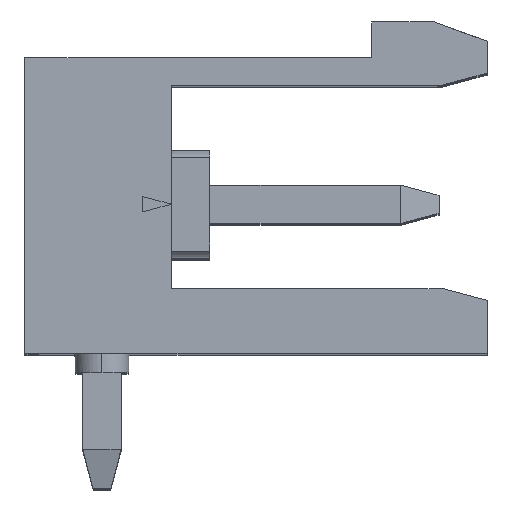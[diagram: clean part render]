
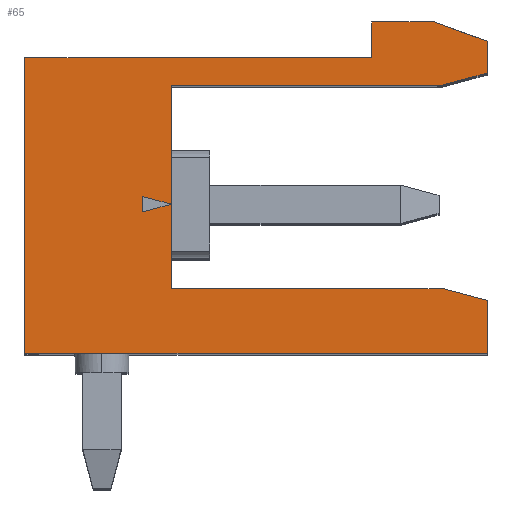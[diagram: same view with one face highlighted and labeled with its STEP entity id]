
A CAD part, top view. The second image highlights one B-rep face of the part: STEP entity #65.
In plain terms, the highlighted planar face has unit normal (0, 0, 1).
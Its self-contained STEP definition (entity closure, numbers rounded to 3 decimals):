
#32 = VECTOR ( 'NONE', #5746, 1000. ) ;
#47 = DIRECTION ( 'NONE',  ( 0., 1., 0. ) ) ;
#65 = ADVANCED_FACE ( 'NONE', ( #12794, #565 ), #10177, .T. ) ;
#102 = LINE ( 'NONE', #4482, #12309 ) ;
#150 = CARTESIAN_POINT ( 'NONE',  ( 36.627, 37.773, 2.54 ) ) ;
#179 = CARTESIAN_POINT ( 'NONE',  ( 39.677, 41.844, 2.54 ) ) ;
#215 = CARTESIAN_POINT ( 'NONE',  ( 36.627, 45.443, 2.54 ) ) ;
#363 = CARTESIAN_POINT ( 'NONE',  ( 38.127, 37.773, 2.54 ) ) ;
#565 = FACE_BOUND ( 'NONE', #13103, .T. ) ;
#783 = DIRECTION ( 'NONE',  ( 1., 0., 0. ) ) ;
#918 = VERTEX_POINT ( 'NONE', #5995 ) ;
#930 = EDGE_CURVE ( 'NONE', #14073, #8576, #3123, .T. ) ;
#933 = DIRECTION ( 'NONE',  ( -0.966, 0.259, 0. ) ) ;
#935 = ORIENTED_EDGE ( 'NONE', *, *, #9172, .F. ) ;
#982 = CARTESIAN_POINT ( 'NONE',  ( 47.464, 44.736, 2.54 ) ) ;
#1030 = EDGE_CURVE ( 'NONE', #3530, #14073, #14398, .T. ) ;
#1087 = ORIENTED_EDGE ( 'NONE', *, *, #7337, .T. ) ;
#1099 = VERTEX_POINT ( 'NONE', #11037 ) ;
#1122 = EDGE_CURVE ( 'NONE', #5581, #2482, #4225, .T. ) ;
#1133 = VECTOR ( 'NONE', #1166, 1000. ) ;
#1166 = DIRECTION ( 'NONE',  ( 0.966, -0.259, 0. ) ) ;
#1745 = VECTOR ( 'NONE', #10515, 1000. ) ;
#2047 = CARTESIAN_POINT ( 'NONE',  ( 39.677, 39.69, 2.54 ) ) ;
#2200 = VECTOR ( 'NONE', #7405, 1000. ) ;
#2418 = DIRECTION ( 'NONE',  ( 0., 1., 0. ) ) ;
#2439 = ORIENTED_EDGE ( 'NONE', *, *, #1030, .F. ) ;
#2482 = VERTEX_POINT ( 'NONE', #11428 ) ;
#2494 = LINE ( 'NONE', #7077, #8742 ) ;
#2751 = VECTOR ( 'NONE', #3677, 1000. ) ;
#2795 = LINE ( 'NONE', #6869, #8678 ) ;
#2818 = LINE ( 'NONE', #7049, #8690 ) ;
#3063 = VERTEX_POINT ( 'NONE', #13987 ) ;
#3123 = LINE ( 'NONE', #8351, #2751 ) ;
#3131 = EDGE_CURVE ( 'NONE', #918, #12756, #2494, .T. ) ;
#3509 = VERTEX_POINT ( 'NONE', #15325 ) ;
#3530 = VERTEX_POINT ( 'NONE', #14149 ) ;
#3596 = VERTEX_POINT ( 'NONE', #10718 ) ;
#3677 = DIRECTION ( 'NONE',  ( 0., 1., 0. ) ) ;
#4017 = CARTESIAN_POINT ( 'NONE',  ( 39.845, 45.443, 2.54 ) ) ;
#4060 = EDGE_CURVE ( 'NONE', #3063, #14029, #7762, .T. ) ;
#4085 = EDGE_CURVE ( 'NONE', #3509, #14775, #6302, .T. ) ;
#4107 = CARTESIAN_POINT ( 'NONE',  ( 40.427, 41.643, 2.54 ) ) ;
#4225 = LINE ( 'NONE', #4107, #10529 ) ;
#4301 = CARTESIAN_POINT ( 'NONE',  ( 40.427, 41.643, 2.54 ) ) ;
#4399 = CARTESIAN_POINT ( 'NONE',  ( 48.627, 39.143, 2.54 ) ) ;
#4482 = CARTESIAN_POINT ( 'NONE',  ( 39.845, 44.736, 2.54 ) ) ;
#4682 = DIRECTION ( 'NONE',  ( -0.966, -0.259, 0. ) ) ;
#5032 = ORIENTED_EDGE ( 'NONE', *, *, #7933, .T. ) ;
#5249 = VECTOR ( 'NONE', #47, 1000. ) ;
#5264 = EDGE_CURVE ( 'NONE', #13180, #12756, #102, .T. ) ;
#5581 = VERTEX_POINT ( 'NONE', #4301 ) ;
#5746 = DIRECTION ( 'NONE',  ( 0., 1., 0. ) ) ;
#5966 = ORIENTED_EDGE ( 'NONE', *, *, #930, .F. ) ;
#5995 = CARTESIAN_POINT ( 'NONE',  ( 48.627, 45.048, 2.54 ) ) ;
#6302 = LINE ( 'NONE', #8116, #32 ) ;
#6319 = LINE ( 'NONE', #4017, #9085 ) ;
#6869 = CARTESIAN_POINT ( 'NONE',  ( 39.845, 39.443, 2.54 ) ) ;
#6912 = LINE ( 'NONE', #2047, #10053 ) ;
#7031 = CARTESIAN_POINT ( 'NONE',  ( 47.427, 46.373, 2.54 ) ) ;
#7049 = CARTESIAN_POINT ( 'NONE',  ( 48.627, 39.69, 2.54 ) ) ;
#7077 = CARTESIAN_POINT ( 'NONE',  ( 47.468, 44.737, 2.54 ) ) ;
#7129 = DIRECTION ( 'NONE',  ( 0., 1., 0. ) ) ;
#7337 = EDGE_CURVE ( 'NONE', #14029, #12109, #2795, .T. ) ;
#7405 = DIRECTION ( 'NONE',  ( -1., 0., 0. ) ) ;
#7762 = LINE ( 'NONE', #4399, #13708 ) ;
#7841 = DIRECTION ( 'NONE',  ( 0., 0., 1. ) ) ;
#7912 = VECTOR ( 'NONE', #7129, 1000. ) ;
#7933 = EDGE_CURVE ( 'NONE', #3530, #3063, #8289, .T. ) ;
#8014 = ORIENTED_EDGE ( 'NONE', *, *, #14017, .T. ) ;
#8061 = DIRECTION ( 'NONE',  ( -1., 0., 0. ) ) ;
#8116 = CARTESIAN_POINT ( 'NONE',  ( 45.627, 46.373, 2.54 ) ) ;
#8234 = CARTESIAN_POINT ( 'NONE',  ( 47.507, 39.443, 2.54 ) ) ;
#8285 = CARTESIAN_POINT ( 'NONE',  ( 40.427, 39.69, 2.54 ) ) ;
#8289 = LINE ( 'NONE', #13113, #7912 ) ;
#8331 = ORIENTED_EDGE ( 'NONE', *, *, #14648, .T. ) ;
#8351 = CARTESIAN_POINT ( 'NONE',  ( 36.627, 44.573, 2.54 ) ) ;
#8377 = LINE ( 'NONE', #11467, #14655 ) ;
#8564 = EDGE_LOOP ( 'NONE', ( #1087, #8014, #13266, #11147, #10264, #9231, #935, #14716, #11092, #5966, #2439, #5032, #14152 ) ) ;
#8576 = VERTEX_POINT ( 'NONE', #215 ) ;
#8678 = VECTOR ( 'NONE', #8061, 1000. ) ;
#8690 = VECTOR ( 'NONE', #2418, 1000. ) ;
#8733 = LINE ( 'NONE', #8285, #5249 ) ;
#8742 = VECTOR ( 'NONE', #4682, 1000. ) ;
#9066 = EDGE_CURVE ( 'NONE', #2482, #10473, #6912, .T. ) ;
#9085 = VECTOR ( 'NONE', #13485, 1000. ) ;
#9108 = DIRECTION ( 'NONE',  ( 0., 1., 0. ) ) ;
#9172 = EDGE_CURVE ( 'NONE', #14775, #1099, #10796, .T. ) ;
#9231 = ORIENTED_EDGE ( 'NONE', *, *, #13801, .F. ) ;
#10053 = VECTOR ( 'NONE', #9108, 1000. ) ;
#10177 = PLANE ( 'NONE',  #13286 ) ;
#10230 = CARTESIAN_POINT ( 'NONE',  ( 40.427, 39.443, 2.54 ) ) ;
#10234 = DIRECTION ( 'NONE',  ( 0.94, -0.342, 0. ) ) ;
#10264 = ORIENTED_EDGE ( 'NONE', *, *, #11074, .T. ) ;
#10473 = VERTEX_POINT ( 'NONE', #179 ) ;
#10515 = DIRECTION ( 'NONE',  ( 1., 0., 0. ) ) ;
#10529 = VECTOR ( 'NONE', #12415, 1000. ) ;
#10619 = EDGE_CURVE ( 'NONE', #3509, #8576, #6319, .T. ) ;
#10718 = CARTESIAN_POINT ( 'NONE',  ( 48.627, 45.873, 2.54 ) ) ;
#10796 = LINE ( 'NONE', #7031, #1745 ) ;
#11037 = CARTESIAN_POINT ( 'NONE',  ( 47.253, 46.373, 2.54 ) ) ;
#11074 = EDGE_CURVE ( 'NONE', #918, #3596, #2818, .T. ) ;
#11092 = ORIENTED_EDGE ( 'NONE', *, *, #10619, .T. ) ;
#11147 = ORIENTED_EDGE ( 'NONE', *, *, #3131, .F. ) ;
#11428 = CARTESIAN_POINT ( 'NONE',  ( 39.677, 41.442, 2.54 ) ) ;
#11467 = CARTESIAN_POINT ( 'NONE',  ( 47.94, 46.123, 2.54 ) ) ;
#12109 = VERTEX_POINT ( 'NONE', #10230 ) ;
#12309 = VECTOR ( 'NONE', #15116, 1000. ) ;
#12415 = DIRECTION ( 'NONE',  ( -0.966, -0.259, 0. ) ) ;
#12756 = VERTEX_POINT ( 'NONE', #982 ) ;
#12794 = FACE_OUTER_BOUND ( 'NONE', #8564, .T. ) ;
#13103 = EDGE_LOOP ( 'NONE', ( #8331, #13216, #15296 ) ) ;
#13113 = CARTESIAN_POINT ( 'NONE',  ( 48.627, 39.69, 2.54 ) ) ;
#13180 = VERTEX_POINT ( 'NONE', #14790 ) ;
#13216 = ORIENTED_EDGE ( 'NONE', *, *, #1122, .T. ) ;
#13245 = CARTESIAN_POINT ( 'NONE',  ( 45.627, 46.373, 2.54 ) ) ;
#13266 = ORIENTED_EDGE ( 'NONE', *, *, #5264, .T. ) ;
#13286 = AXIS2_PLACEMENT_3D ( 'NONE', #14930, #7841, #783 ) ;
#13485 = DIRECTION ( 'NONE',  ( -1., 0., 0. ) ) ;
#13692 = LINE ( 'NONE', #15315, #1133 ) ;
#13708 = VECTOR ( 'NONE', #933, 1000. ) ;
#13801 = EDGE_CURVE ( 'NONE', #1099, #3596, #8377, .T. ) ;
#13987 = CARTESIAN_POINT ( 'NONE',  ( 48.627, 39.143, 2.54 ) ) ;
#14017 = EDGE_CURVE ( 'NONE', #12109, #13180, #8733, .T. ) ;
#14029 = VERTEX_POINT ( 'NONE', #8234 ) ;
#14073 = VERTEX_POINT ( 'NONE', #150 ) ;
#14149 = CARTESIAN_POINT ( 'NONE',  ( 48.627, 37.773, 2.54 ) ) ;
#14152 = ORIENTED_EDGE ( 'NONE', *, *, #4060, .T. ) ;
#14398 = LINE ( 'NONE', #363, #2200 ) ;
#14648 = EDGE_CURVE ( 'NONE', #10473, #5581, #13692, .T. ) ;
#14655 = VECTOR ( 'NONE', #10234, 1000. ) ;
#14716 = ORIENTED_EDGE ( 'NONE', *, *, #4085, .F. ) ;
#14775 = VERTEX_POINT ( 'NONE', #13245 ) ;
#14790 = CARTESIAN_POINT ( 'NONE',  ( 40.427, 44.736, 2.54 ) ) ;
#14930 = CARTESIAN_POINT ( 'NONE',  ( 39.845, 39.69, 2.54 ) ) ;
#15116 = DIRECTION ( 'NONE',  ( 1., 0., 0. ) ) ;
#15296 = ORIENTED_EDGE ( 'NONE', *, *, #9066, .T. ) ;
#15315 = CARTESIAN_POINT ( 'NONE',  ( 39.677, 41.844, 2.54 ) ) ;
#15325 = CARTESIAN_POINT ( 'NONE',  ( 45.627, 45.443, 2.54 ) ) ;
